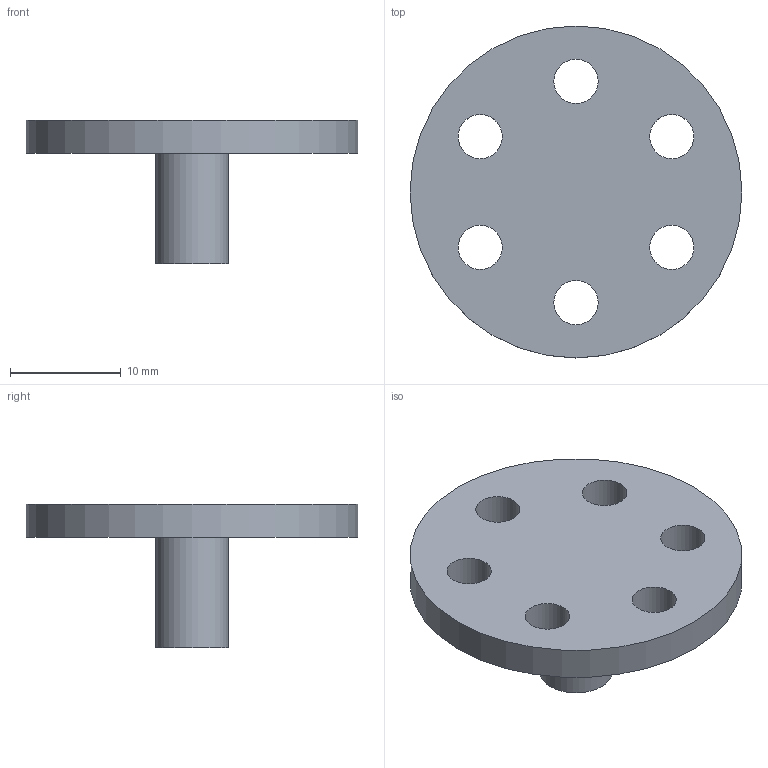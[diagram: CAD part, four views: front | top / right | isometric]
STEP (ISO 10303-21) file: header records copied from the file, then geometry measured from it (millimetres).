
FILE_DESCRIPTION(('FreeCAD Model'),'2;1');
FILE_NAME( 'ServoConnector.step', '2016-07-21T17:05:59',('Author'),(''), 'Open CASCADE STEP processor 6.8','FreeCAD','Unknown');
FILE_SCHEMA(('AUTOMOTIVE_DESIGN_CC2 { 1 2 10303 214 -1 1 5 4 }'));
Length unit declared in the file: millimetre
Products named in the file (2): ASSEMBLY; ServoConnector
Assembly tree (1 placements, depth 2):
  ASSEMBLY
    ServoConnector
Bounding box: 30 x 30 x 13 mm (x, y, z)
Volume: 2231.3 mm3; surface area: 1977.6 mm2
Topology: 1 solids, 1 shells, 11 faces, 24 edges, 16 vertices
Faces by surface type: cylinder 8, plane 3
Full cylindrical faces by diameter (mm): 4 x6, 6.549 x1, 30 x1
Entity records: 701 total; most frequent: CARTESIAN_POINT 125, DIRECTION 110, ORIENTED_EDGE 48, PCURVE 48, DEFINITIONAL_REPRESENTATION 48, LINE 40, VECTOR 40, AXIS2_PLACEMENT_3D 29
